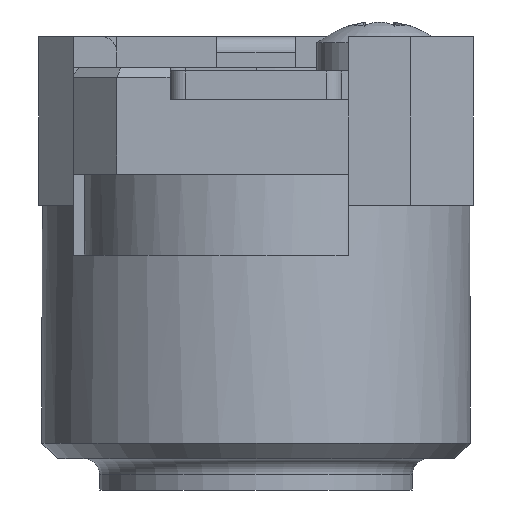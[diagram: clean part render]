
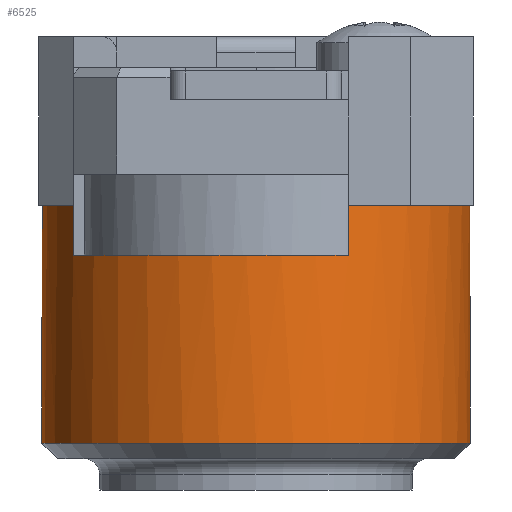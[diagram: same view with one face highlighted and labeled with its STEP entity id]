
A CAD part, left-side view. The second image highlights one B-rep face of the part: STEP entity #6525.
In plain terms, the highlighted cylindrical face has radius 6.85 mm (diameter 13.7 mm), a full revolution.
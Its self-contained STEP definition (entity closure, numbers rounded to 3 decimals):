
#4284 = PLANE('',#4285);
#4285 = AXIS2_PLACEMENT_3D('',#4286,#4287,#4288);
#4286 = CARTESIAN_POINT('',(-7.986,5.85,5.4));
#4287 = DIRECTION('',(0.,-1.,0.));
#4288 = DIRECTION('',(1.,0.,0.));
#4655 = PLANE('',#4656);
#4656 = AXIS2_PLACEMENT_3D('',#4657,#4658,#4659);
#4657 = CARTESIAN_POINT('',(0.002,-2.95,5.4));
#4658 = DIRECTION('',(0.,1.,0.));
#4659 = DIRECTION('',(-1.,0.,0.));
#5060 = PLANE('',#5061);
#5061 = AXIS2_PLACEMENT_3D('',#5062,#5063,#5064);
#5062 = CARTESIAN_POINT('',(0.,0.,0.));
#5063 = DIRECTION('',(0.,0.,1.));
#5064 = DIRECTION('',(1.,0.,0.));
#5488 = VERTEX_POINT('',#5489);
#5489 = CARTESIAN_POINT('',(-6.182,-2.95,-1.6));
#5503 = PLANE('',#5504);
#5504 = AXIS2_PLACEMENT_3D('',#5505,#5506,#5507);
#5505 = CARTESIAN_POINT('',(-3.992,1.45,-1.6));
#5506 = DIRECTION('',(0.,0.,1.));
#5507 = DIRECTION('',(1.,0.,0.));
#5515 = EDGE_CURVE('',#5488,#5516,#5518,.T.);
#5516 = VERTEX_POINT('',#5517);
#5517 = CARTESIAN_POINT('',(-6.182,-2.95,0.));
#5518 = SURFACE_CURVE('',#5519,(#5523,#5530),.PCURVE_S1.);
#5519 = LINE('',#5520,#5521);
#5520 = CARTESIAN_POINT('',(-6.182,-2.95,0.));
#5521 = VECTOR('',#5522,1.);
#5522 = DIRECTION('',(0.,0.,1.));
#5523 = PCURVE('',#4655,#5524);
#5524 = DEFINITIONAL_REPRESENTATION('',(#5525),#5529);
#5525 = LINE('',#5526,#5527);
#5526 = CARTESIAN_POINT('',(6.185,-5.4));
#5527 = VECTOR('',#5528,1.);
#5528 = DIRECTION('',(0.,1.));
#5529 = ( GEOMETRIC_REPRESENTATION_CONTEXT(2) 
PARAMETRIC_REPRESENTATION_CONTEXT() REPRESENTATION_CONTEXT('2D SPACE',''
  ) );
#5530 = PCURVE('',#5531,#5536);
#5531 = CYLINDRICAL_SURFACE('',#5532,6.85);
#5532 = AXIS2_PLACEMENT_3D('',#5533,#5534,#5535);
#5533 = CARTESIAN_POINT('',(0.,0.,0.));
#5534 = DIRECTION('',(0.,0.,1.));
#5535 = DIRECTION('',(1.,0.,0.));
#5536 = DEFINITIONAL_REPRESENTATION('',(#5537),#5541);
#5537 = LINE('',#5538,#5539);
#5538 = CARTESIAN_POINT('',(-2.696,0.));
#5539 = VECTOR('',#5540,1.);
#5540 = DIRECTION('',(-0.,1.));
#5541 = ( GEOMETRIC_REPRESENTATION_CONTEXT(2) 
PARAMETRIC_REPRESENTATION_CONTEXT() REPRESENTATION_CONTEXT('2D SPACE',''
  ) );
#6232 = VERTEX_POINT('',#6233);
#6233 = CARTESIAN_POINT('',(-3.564,5.85,0.));
#6254 = EDGE_CURVE('',#6255,#6232,#6257,.T.);
#6255 = VERTEX_POINT('',#6256);
#6256 = CARTESIAN_POINT('',(-3.564,5.85,-1.6));
#6257 = SURFACE_CURVE('',#6258,(#6262,#6269),.PCURVE_S1.);
#6258 = LINE('',#6259,#6260);
#6259 = CARTESIAN_POINT('',(-3.564,5.85,0.));
#6260 = VECTOR('',#6261,1.);
#6261 = DIRECTION('',(0.,0.,1.));
#6262 = PCURVE('',#4284,#6263);
#6263 = DEFINITIONAL_REPRESENTATION('',(#6264),#6268);
#6264 = LINE('',#6265,#6266);
#6265 = CARTESIAN_POINT('',(4.423,-5.4));
#6266 = VECTOR('',#6267,1.);
#6267 = DIRECTION('',(0.,1.));
#6268 = ( GEOMETRIC_REPRESENTATION_CONTEXT(2) 
PARAMETRIC_REPRESENTATION_CONTEXT() REPRESENTATION_CONTEXT('2D SPACE',''
  ) );
#6269 = PCURVE('',#5531,#6270);
#6270 = DEFINITIONAL_REPRESENTATION('',(#6271),#6275);
#6271 = LINE('',#6272,#6273);
#6272 = CARTESIAN_POINT('',(-4.165,0.));
#6273 = VECTOR('',#6274,1.);
#6274 = DIRECTION('',(-0.,1.));
#6275 = ( GEOMETRIC_REPRESENTATION_CONTEXT(2) 
PARAMETRIC_REPRESENTATION_CONTEXT() REPRESENTATION_CONTEXT('2D SPACE',''
  ) );
#6465 = EDGE_CURVE('',#6232,#6466,#6468,.T.);
#6466 = VERTEX_POINT('',#6467);
#6467 = CARTESIAN_POINT('',(6.85,0.,0.));
#6468 = SURFACE_CURVE('',#6469,(#6474,#6485),.PCURVE_S1.);
#6469 = CIRCLE('',#6470,6.85);
#6470 = AXIS2_PLACEMENT_3D('',#6471,#6472,#6473);
#6471 = CARTESIAN_POINT('',(0.,0.,0.));
#6472 = DIRECTION('',(0.,0.,-1.));
#6473 = DIRECTION('',(1.,0.,0.));
#6474 = PCURVE('',#5060,#6475);
#6475 = DEFINITIONAL_REPRESENTATION('',(#6476),#6484);
#6476 = ( BOUNDED_CURVE() B_SPLINE_CURVE(2,(#6477,#6478,#6479,#6480,
#6481,#6482,#6483),.UNSPECIFIED.,.T.,.F.) B_SPLINE_CURVE_WITH_KNOTS((1,2
    ,2,2,2,1),(-2.094,0.,2.094,4.189,
6.283,8.378),.UNSPECIFIED.) CURVE() 
GEOMETRIC_REPRESENTATION_ITEM() RATIONAL_B_SPLINE_CURVE((1.,0.5,1.,0.5,
1.,0.5,1.)) REPRESENTATION_ITEM('') );
#6477 = CARTESIAN_POINT('',(6.85,0.));
#6478 = CARTESIAN_POINT('',(6.85,-11.865));
#6479 = CARTESIAN_POINT('',(-3.425,-5.932));
#6480 = CARTESIAN_POINT('',(-13.7,0.));
#6481 = CARTESIAN_POINT('',(-3.425,5.932));
#6482 = CARTESIAN_POINT('',(6.85,11.865));
#6483 = CARTESIAN_POINT('',(6.85,0.));
#6484 = ( GEOMETRIC_REPRESENTATION_CONTEXT(2) 
PARAMETRIC_REPRESENTATION_CONTEXT() REPRESENTATION_CONTEXT('2D SPACE',''
  ) );
#6485 = PCURVE('',#5531,#6486);
#6486 = DEFINITIONAL_REPRESENTATION('',(#6487),#6491);
#6487 = LINE('',#6488,#6489);
#6488 = CARTESIAN_POINT('',(-0.,0.));
#6489 = VECTOR('',#6490,1.);
#6490 = DIRECTION('',(-1.,0.));
#6491 = ( GEOMETRIC_REPRESENTATION_CONTEXT(2) 
PARAMETRIC_REPRESENTATION_CONTEXT() REPRESENTATION_CONTEXT('2D SPACE',''
  ) );
#6493 = EDGE_CURVE('',#6466,#5516,#6494,.T.);
#6494 = SURFACE_CURVE('',#6495,(#6500,#6511),.PCURVE_S1.);
#6495 = CIRCLE('',#6496,6.85);
#6496 = AXIS2_PLACEMENT_3D('',#6497,#6498,#6499);
#6497 = CARTESIAN_POINT('',(0.,0.,0.));
#6498 = DIRECTION('',(0.,0.,-1.));
#6499 = DIRECTION('',(1.,0.,0.));
#6500 = PCURVE('',#5060,#6501);
#6501 = DEFINITIONAL_REPRESENTATION('',(#6502),#6510);
#6502 = ( BOUNDED_CURVE() B_SPLINE_CURVE(2,(#6503,#6504,#6505,#6506,
#6507,#6508,#6509),.UNSPECIFIED.,.T.,.F.) B_SPLINE_CURVE_WITH_KNOTS((1,2
    ,2,2,2,1),(-2.094,0.,2.094,4.189,
6.283,8.378),.UNSPECIFIED.) CURVE() 
GEOMETRIC_REPRESENTATION_ITEM() RATIONAL_B_SPLINE_CURVE((1.,0.5,1.,0.5,
1.,0.5,1.)) REPRESENTATION_ITEM('') );
#6503 = CARTESIAN_POINT('',(6.85,0.));
#6504 = CARTESIAN_POINT('',(6.85,-11.865));
#6505 = CARTESIAN_POINT('',(-3.425,-5.932));
#6506 = CARTESIAN_POINT('',(-13.7,0.));
#6507 = CARTESIAN_POINT('',(-3.425,5.932));
#6508 = CARTESIAN_POINT('',(6.85,11.865));
#6509 = CARTESIAN_POINT('',(6.85,0.));
#6510 = ( GEOMETRIC_REPRESENTATION_CONTEXT(2) 
PARAMETRIC_REPRESENTATION_CONTEXT() REPRESENTATION_CONTEXT('2D SPACE',''
  ) );
#6511 = PCURVE('',#5531,#6512);
#6512 = DEFINITIONAL_REPRESENTATION('',(#6513),#6517);
#6513 = LINE('',#6514,#6515);
#6514 = CARTESIAN_POINT('',(-0.,0.));
#6515 = VECTOR('',#6516,1.);
#6516 = DIRECTION('',(-1.,0.));
#6517 = ( GEOMETRIC_REPRESENTATION_CONTEXT(2) 
PARAMETRIC_REPRESENTATION_CONTEXT() REPRESENTATION_CONTEXT('2D SPACE',''
  ) );
#6525 = ADVANCED_FACE('',(#6526),#5531,.T.);
#6526 = FACE_BOUND('',#6527,.F.);
#6527 = EDGE_LOOP('',(#6528,#6557,#6578,#6579,#6580,#6602,#6603,#6604));
#6528 = ORIENTED_EDGE('',*,*,#6529,.F.);
#6529 = EDGE_CURVE('',#6530,#6530,#6532,.T.);
#6530 = VERTEX_POINT('',#6531);
#6531 = CARTESIAN_POINT('',(6.85,0.,-7.6));
#6532 = SURFACE_CURVE('',#6533,(#6538,#6545),.PCURVE_S1.);
#6533 = CIRCLE('',#6534,6.85);
#6534 = AXIS2_PLACEMENT_3D('',#6535,#6536,#6537);
#6535 = CARTESIAN_POINT('',(0.,0.,-7.6));
#6536 = DIRECTION('',(0.,0.,1.));
#6537 = DIRECTION('',(1.,0.,0.));
#6538 = PCURVE('',#5531,#6539);
#6539 = DEFINITIONAL_REPRESENTATION('',(#6540),#6544);
#6540 = LINE('',#6541,#6542);
#6541 = CARTESIAN_POINT('',(-6.283,-7.6));
#6542 = VECTOR('',#6543,1.);
#6543 = DIRECTION('',(1.,-0.));
#6544 = ( GEOMETRIC_REPRESENTATION_CONTEXT(2) 
PARAMETRIC_REPRESENTATION_CONTEXT() REPRESENTATION_CONTEXT('2D SPACE',''
  ) );
#6545 = PCURVE('',#6546,#6551);
#6546 = CONICAL_SURFACE('',#6547,6.85,0.785);
#6547 = AXIS2_PLACEMENT_3D('',#6548,#6549,#6550);
#6548 = CARTESIAN_POINT('',(0.,0.,-7.6));
#6549 = DIRECTION('',(0.,0.,1.));
#6550 = DIRECTION('',(1.,0.,0.));
#6551 = DEFINITIONAL_REPRESENTATION('',(#6552),#6556);
#6552 = LINE('',#6553,#6554);
#6553 = CARTESIAN_POINT('',(0.,-0.));
#6554 = VECTOR('',#6555,1.);
#6555 = DIRECTION('',(1.,-0.));
#6556 = ( GEOMETRIC_REPRESENTATION_CONTEXT(2) 
PARAMETRIC_REPRESENTATION_CONTEXT() REPRESENTATION_CONTEXT('2D SPACE',''
  ) );
#6557 = ORIENTED_EDGE('',*,*,#6558,.F.);
#6558 = EDGE_CURVE('',#6466,#6530,#6559,.T.);
#6559 = SEAM_CURVE('',#6560,(#6564,#6571),.PCURVE_S1.);
#6560 = LINE('',#6561,#6562);
#6561 = CARTESIAN_POINT('',(6.85,0.,0.));
#6562 = VECTOR('',#6563,1.);
#6563 = DIRECTION('',(0.,0.,-1.));
#6564 = PCURVE('',#5531,#6565);
#6565 = DEFINITIONAL_REPRESENTATION('',(#6566),#6570);
#6566 = LINE('',#6567,#6568);
#6567 = CARTESIAN_POINT('',(-0.,0.));
#6568 = VECTOR('',#6569,1.);
#6569 = DIRECTION('',(-0.,-1.));
#6570 = ( GEOMETRIC_REPRESENTATION_CONTEXT(2) 
PARAMETRIC_REPRESENTATION_CONTEXT() REPRESENTATION_CONTEXT('2D SPACE',''
  ) );
#6571 = PCURVE('',#5531,#6572);
#6572 = DEFINITIONAL_REPRESENTATION('',(#6573),#6577);
#6573 = LINE('',#6574,#6575);
#6574 = CARTESIAN_POINT('',(-6.283,0.));
#6575 = VECTOR('',#6576,1.);
#6576 = DIRECTION('',(-0.,-1.));
#6577 = ( GEOMETRIC_REPRESENTATION_CONTEXT(2) 
PARAMETRIC_REPRESENTATION_CONTEXT() REPRESENTATION_CONTEXT('2D SPACE',''
  ) );
#6578 = ORIENTED_EDGE('',*,*,#6465,.F.);
#6579 = ORIENTED_EDGE('',*,*,#6254,.F.);
#6580 = ORIENTED_EDGE('',*,*,#6581,.T.);
#6581 = EDGE_CURVE('',#6255,#5488,#6582,.T.);
#6582 = SURFACE_CURVE('',#6583,(#6588,#6595),.PCURVE_S1.);
#6583 = CIRCLE('',#6584,6.85);
#6584 = AXIS2_PLACEMENT_3D('',#6585,#6586,#6587);
#6585 = CARTESIAN_POINT('',(0.,0.,-1.6));
#6586 = DIRECTION('',(0.,0.,1.));
#6587 = DIRECTION('',(1.,0.,0.));
#6588 = PCURVE('',#5531,#6589);
#6589 = DEFINITIONAL_REPRESENTATION('',(#6590),#6594);
#6590 = LINE('',#6591,#6592);
#6591 = CARTESIAN_POINT('',(-6.283,-1.6));
#6592 = VECTOR('',#6593,1.);
#6593 = DIRECTION('',(1.,-0.));
#6594 = ( GEOMETRIC_REPRESENTATION_CONTEXT(2) 
PARAMETRIC_REPRESENTATION_CONTEXT() REPRESENTATION_CONTEXT('2D SPACE',''
  ) );
#6595 = PCURVE('',#5503,#6596);
#6596 = DEFINITIONAL_REPRESENTATION('',(#6597),#6601);
#6597 = CIRCLE('',#6598,6.85);
#6598 = AXIS2_PLACEMENT_2D('',#6599,#6600);
#6599 = CARTESIAN_POINT('',(3.992,-1.45));
#6600 = DIRECTION('',(1.,0.));
#6601 = ( GEOMETRIC_REPRESENTATION_CONTEXT(2) 
PARAMETRIC_REPRESENTATION_CONTEXT() REPRESENTATION_CONTEXT('2D SPACE',''
  ) );
#6602 = ORIENTED_EDGE('',*,*,#5515,.T.);
#6603 = ORIENTED_EDGE('',*,*,#6493,.F.);
#6604 = ORIENTED_EDGE('',*,*,#6558,.T.);
